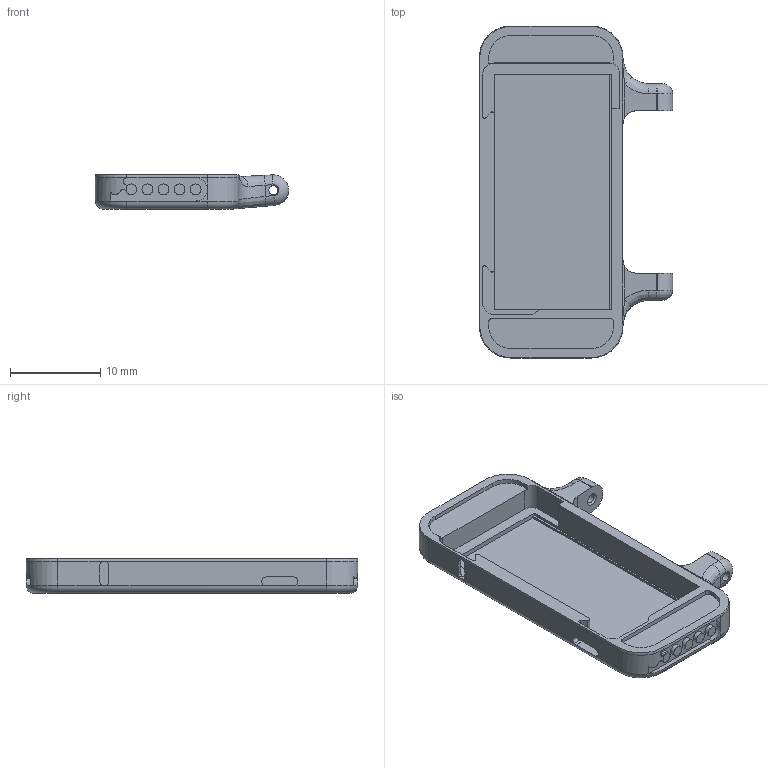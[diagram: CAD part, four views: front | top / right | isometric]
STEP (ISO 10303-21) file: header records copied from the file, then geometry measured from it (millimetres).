
FILE_DESCRIPTION(('HOOPS Exchange Step'),'2;1');
FILE_NAME('temp_export','2025-12-17T09:23:14-13:00',('sanyamsaharan'),('Shapr3D Limited'),'HOOPS Exchange 2025.7','Shapr3D','Authorized');
FILE_SCHEMA( ('AP242_MANAGED_MODEL_BASED_3D_ENGINEERING_MIM_LF {1 0 10303 442 1 1 4}') );
Length unit declared in the file: millimetre
Products named in the file (1): bottom plate (end battery 2)
Bounding box: 21.44 x 36.8 x 3.81 mm (x, y, z)
Volume: 908.2 mm3; surface area: 1977.6 mm2
Topology: 1 solids, 1 shells, 182 faces, 490 edges, 317 vertices
Faces by surface type: cylinder 79, plane 72, torus 15, bspline 14, cone 2
Full cylindrical faces by diameter (mm): 1 x2, 1.2 x8
Entity records: 7229 total; most frequent: CARTESIAN_POINT 2540, DIRECTION 996, ORIENTED_EDGE 980, EDGE_CURVE 490, AXIS2_PLACEMENT_3D 384, VERTEX_POINT 317, VECTOR 228, LINE 228
